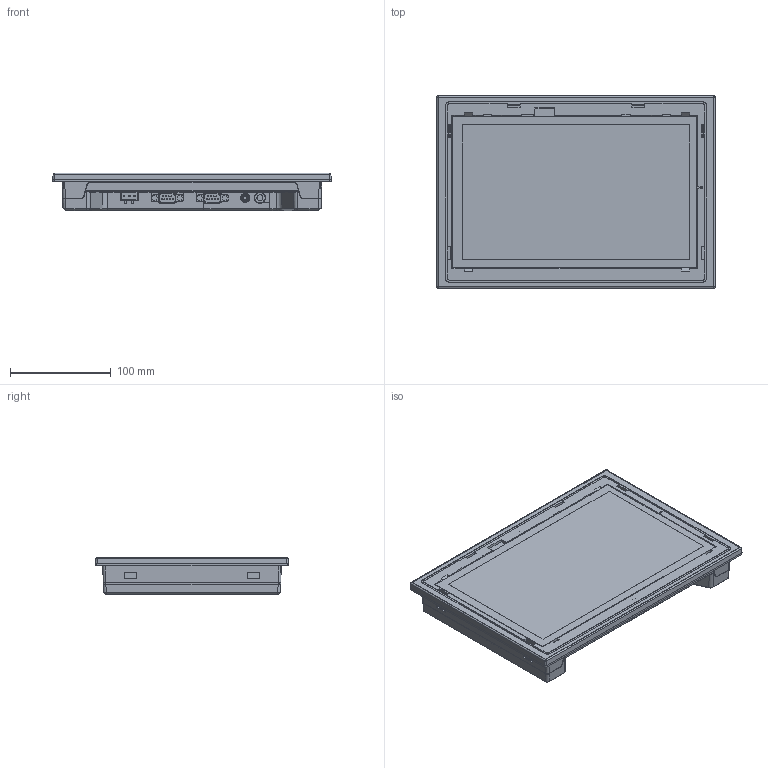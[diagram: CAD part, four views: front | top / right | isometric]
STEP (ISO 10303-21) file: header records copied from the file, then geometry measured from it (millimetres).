
FILE_DESCRIPTION(('CATIA V5 STEP Exchange'),'2;1');
FILE_NAME('TS5L-1000.stp','2022-08-15T07:12:50+00:00',('none'),('none'),'CATIA Version 5 Release 20 GA (IN-10)','CATIA V5 STEP AP203','none');
FILE_SCHEMA(('CONFIG_CONTROL_DESIGN'));
Products named in the file (1): 产品1_AllCATPart
Bounding box: 277 x 191.68 x 37.75 mm (x, y, z)
Volume: 1512874 mm3; surface area: 280685.4 mm2
Topology: 1 solids, 36 shells, 5179 faces, 14883 edges, 9902 vertices
Faces by surface type: plane 4166, cylinder 483, bspline 356, extrusion 83, cone 66, torus 25
Entity records: 176345 total; most frequent: CARTESIAN_POINT 47534, ORIENTED_EDGE 29748, DIRECTION 21775, EDGE_CURVE 14874, VECTOR 12300, LINE 12217, VERTEX_POINT 9902, EDGE_LOOP 5394
